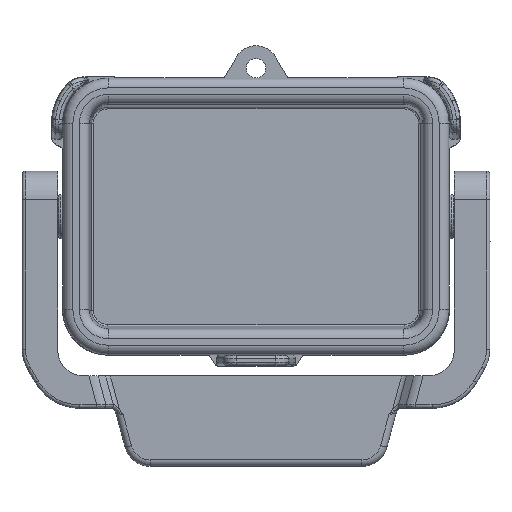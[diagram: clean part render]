
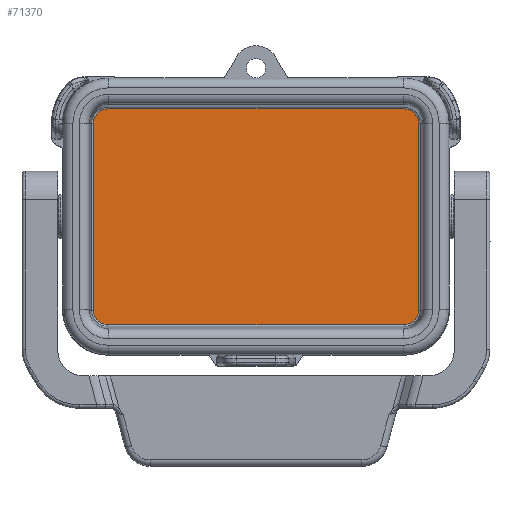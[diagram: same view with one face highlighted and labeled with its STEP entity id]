
A CAD part, top view. The second image highlights one B-rep face of the part: STEP entity #71370.
In plain terms, the highlighted planar face has unit normal (0, 0, 1).
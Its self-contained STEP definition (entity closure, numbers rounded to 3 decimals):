
#15580=CARTESIAN_POINT('',(-14.5,8.219,-9.5));
#15590=VERTEX_POINT('',#15580);
#15620=CARTESIAN_POINT('',(-14.5,6.001,-9.5));
#15630=DIRECTION('',(0.,0.,1.));
#15640=DIRECTION('',(-1.,0.,0.));
#15650=AXIS2_PLACEMENT_3D('',#15620,#15630,#15640);
#15660=CIRCLE('',#15650,2.217);
#15670=CARTESIAN_POINT('',(-16.717,6.001,
-9.5));
#15680=VERTEX_POINT('',#15670);
#15690=EDGE_CURVE('',#15590,#15680,#15660,.T.);
#34290=CARTESIAN_POINT('',(16.717,6.001,-9.5));
#34300=VERTEX_POINT('',#34290);
#34330=CARTESIAN_POINT('',(14.5,6.001,-9.5));
#34340=DIRECTION('',(0.,0.,-1.));
#34350=DIRECTION('',(1.,0.,0.));
#34360=AXIS2_PLACEMENT_3D('',#34330,#34340,#34350);
#34370=CIRCLE('',#34360,2.217);
#34380=CARTESIAN_POINT('',(14.5,8.219,-9.5));
#34390=VERTEX_POINT('',#34380);
#34400=EDGE_CURVE('',#34390,#34300,#34370,.T.);
#36070=CARTESIAN_POINT('',(-14.5,8.219,-9.5));
#36080=DIRECTION('',(1.,0.,0.));
#36090=VECTOR('',#36080,1.);
#36100=LINE('',#36070,#36090);
#36110=EDGE_CURVE('',#15590,#34390,#36100,.T.);
#50550=CARTESIAN_POINT('',(16.717,-39.999,-9.5));
#50560=VERTEX_POINT('',#50550);
#50610=CARTESIAN_POINT('',(16.717,-99.999,-9.5));
#50620=DIRECTION('',(0.,1.,0.));
#50630=VECTOR('',#50620,1.);
#50640=LINE('',#50610,#50630);
#50650=EDGE_CURVE('',#50560,#34300,#50640,.T.);
#70110=CARTESIAN_POINT('',(-14.5,-42.216,-9.5));
#70120=VERTEX_POINT('',#70110);
#70150=CARTESIAN_POINT('',(-14.5,-42.216,-9.5));
#70160=DIRECTION('',(1.,0.,0.));
#70170=VECTOR('',#70160,1.);
#70180=LINE('',#70150,#70170);
#70190=CARTESIAN_POINT('',(14.5,-42.216,-9.5));
#70200=VERTEX_POINT('',#70190);
#70210=EDGE_CURVE('',#70120,#70200,#70180,.T.);
#70470=CARTESIAN_POINT('',(14.5,-39.999,-9.5));
#70480=DIRECTION('',(0.,0.,1.));
#70490=DIRECTION('',(1.,0.,0.));
#70500=AXIS2_PLACEMENT_3D('',#70470,#70480,#70490);
#70510=CIRCLE('',#70500,2.217);
#70520=EDGE_CURVE('',#70200,#50560,#70510,.T.);
#70710=CARTESIAN_POINT('',(-16.717,6.001,-9.5));
#70720=DIRECTION('',(0.,-1.,0.));
#70730=VECTOR('',#70720,1.);
#70740=LINE('',#70710,#70730);
#70750=CARTESIAN_POINT('',(-16.717,-39.999,
-9.5));
#70760=VERTEX_POINT('',#70750);
#70770=EDGE_CURVE('',#15680,#70760,#70740,.T.);
#71040=CARTESIAN_POINT('',(-14.5,-39.999,-9.5));
#71050=DIRECTION('',(0.,0.,-1.));
#71060=DIRECTION('',(-1.,0.,0.));
#71070=AXIS2_PLACEMENT_3D('',#71040,#71050,#71060);
#71080=CIRCLE('',#71070,2.217);
#71090=EDGE_CURVE('',#70120,#70760,#71080,.T.);
#71220=CARTESIAN_POINT('',(18.389,26.742,
-9.5));
#71230=DIRECTION('',(0.,0.,-1.));
#71240=DIRECTION('',(1.,0.,0.));
#71250=AXIS2_PLACEMENT_3D('',#71220,#71230,#71240);
#71260=PLANE('',#71250);
#71270=ORIENTED_EDGE('',*,*,#15690,.T.);
#71280=ORIENTED_EDGE('',*,*,#36110,.F.);
#71290=ORIENTED_EDGE('',*,*,#34400,.F.);
#71300=ORIENTED_EDGE('',*,*,#50650,.T.);
#71310=ORIENTED_EDGE('',*,*,#70520,.T.);
#71320=ORIENTED_EDGE('',*,*,#70210,.T.);
#71330=ORIENTED_EDGE('',*,*,#71090,.F.);
#71340=ORIENTED_EDGE('',*,*,#70770,.T.);
#71350=EDGE_LOOP('',(#71340,#71330,#71320,#71310,#71300,#71290,#71280,
#71270));
#71360=FACE_OUTER_BOUND('',#71350,.T.);
#71370=ADVANCED_FACE('',(#71360),#71260,.F.);
